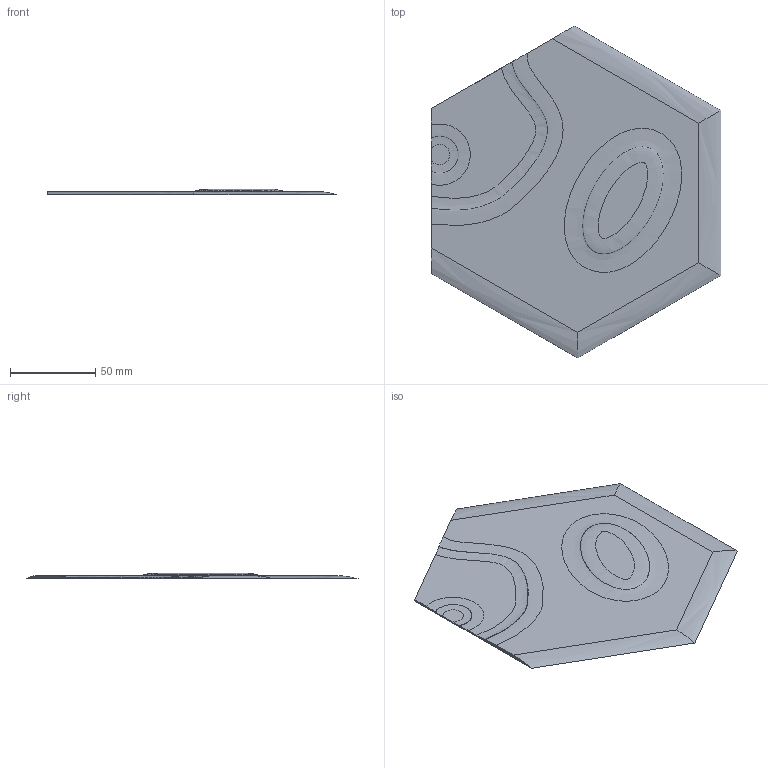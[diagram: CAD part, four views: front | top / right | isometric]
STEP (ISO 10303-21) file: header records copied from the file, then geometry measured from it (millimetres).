
FILE_DESCRIPTION(('STEP AP214'), '1');
FILE_NAME('3.4', '', ('UNSPECIFIED'), ('UNSPECIFIED'), 'C3D Converter', 'C3D Toolkit', '');
FILE_SCHEMA(('AUTOMOTIVE_DESIGN { 1 0 10303 214 3 1 1}'));
Length unit declared in the file: millimetre
Bounding box: 170.08 x 195.13 x 3.5 mm (x, y, z)
Volume: 45458.3 mm3; surface area: 50141.5 mm2
Topology: 1 solids, 1 shells, 29 faces, 61 edges, 41 vertices
Faces by surface type: plane 13, bspline 10, cylinder 6
Full cylindrical faces by diameter (mm): 5 x6
Entity records: 3801 total; most frequent: CARTESIAN_POINT 2998, ORIENTED_EDGE 102, DIRECTION 85, EDGE_CURVE 51, EDGE_LOOP 44, VERTEX_POINT 39, AXIS2_PLACEMENT_3D 34, COLOUR_RGB 30
